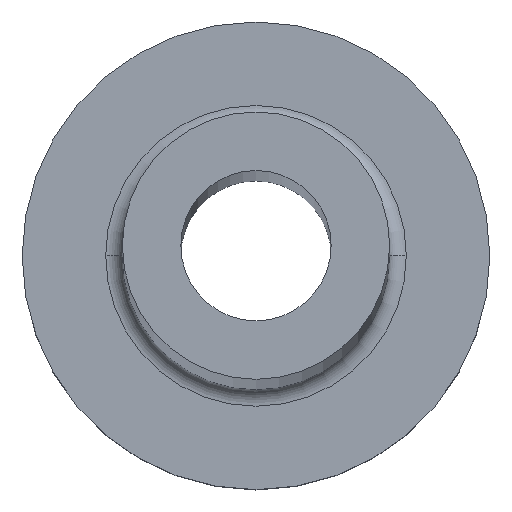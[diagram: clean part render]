
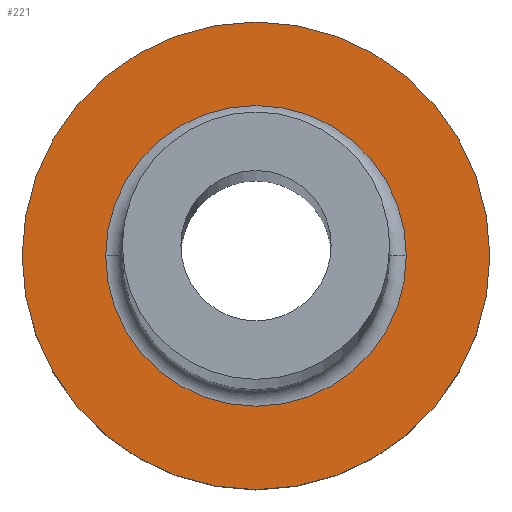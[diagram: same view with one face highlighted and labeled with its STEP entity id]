
A CAD part, top view. The second image highlights one B-rep face of the part: STEP entity #221.
In plain terms, the highlighted planar face has unit normal (0, 0, 1).
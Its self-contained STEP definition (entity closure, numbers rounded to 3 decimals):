
#4 = CARTESIAN_POINT ( 'NONE',  ( 0., 0., 5. ) ) ;
#6 = CARTESIAN_POINT ( 'NONE',  ( 0., 0., 5. ) ) ;
#9 = ORIENTED_EDGE ( 'NONE', *, *, #93, .T. ) ;
#44 = EDGE_LOOP ( 'NONE', ( #9, #369 ) ) ;
#45 = CIRCLE ( 'NONE', #125, 7. ) ;
#52 = EDGE_CURVE ( 'NONE', #219, #132, #286, .T. ) ;
#54 = DIRECTION ( 'NONE',  ( 1., 0., 0. ) ) ;
#68 = DIRECTION ( 'NONE',  ( 1., 0., 0. ) ) ;
#89 = DIRECTION ( 'NONE',  ( 1., 0., 0. ) ) ;
#93 = EDGE_CURVE ( 'NONE', #337, #189, #98, .T. ) ;
#94 = CARTESIAN_POINT ( 'NONE',  ( 0., 0., 5. ) ) ;
#98 = CIRCLE ( 'NONE', #315, 4.5 ) ;
#120 = CARTESIAN_POINT ( 'NONE',  ( -7., 0., 5. ) ) ;
#121 = CARTESIAN_POINT ( 'NONE',  ( -4.5, 0., 5. ) ) ;
#123 = DIRECTION ( 'NONE',  ( 0., 0., 1. ) ) ;
#124 = EDGE_CURVE ( 'NONE', #189, #337, #338, .T. ) ;
#125 = AXIS2_PLACEMENT_3D ( 'NONE', #94, #267, #68 ) ;
#132 = VERTEX_POINT ( 'NONE', #241 ) ;
#138 = CARTESIAN_POINT ( 'NONE',  ( 0., 0., 5. ) ) ;
#145 = FACE_BOUND ( 'NONE', #44, .T. ) ;
#154 = CARTESIAN_POINT ( 'NONE',  ( 4.5, 0., 5. ) ) ;
#158 = ORIENTED_EDGE ( 'NONE', *, *, #52, .T. ) ;
#163 = AXIS2_PLACEMENT_3D ( 'NONE', #228, #319, #206 ) ;
#170 = EDGE_CURVE ( 'NONE', #132, #219, #45, .T. ) ;
#180 = AXIS2_PLACEMENT_3D ( 'NONE', #6, #123, #381 ) ;
#182 = DIRECTION ( 'NONE',  ( 0., 0., -1. ) ) ;
#186 = ORIENTED_EDGE ( 'NONE', *, *, #170, .T. ) ;
#189 = VERTEX_POINT ( 'NONE', #121 ) ;
#206 = DIRECTION ( 'NONE',  ( 1., 0., 0. ) ) ;
#214 = AXIS2_PLACEMENT_3D ( 'NONE', #4, #182, #89 ) ;
#219 = VERTEX_POINT ( 'NONE', #120 ) ;
#221 = ADVANCED_FACE ( 'NONE', ( #145, #300 ), #273, .T. ) ;
#228 = CARTESIAN_POINT ( 'NONE',  ( 0., 0., 5. ) ) ;
#241 = CARTESIAN_POINT ( 'NONE',  ( 7., 0., 5. ) ) ;
#267 = DIRECTION ( 'NONE',  ( 0., 0., 1. ) ) ;
#273 = PLANE ( 'NONE',  #180 ) ;
#281 = EDGE_LOOP ( 'NONE', ( #158, #186 ) ) ;
#286 = CIRCLE ( 'NONE', #163, 7. ) ;
#300 = FACE_OUTER_BOUND ( 'NONE', #281, .T. ) ;
#315 = AXIS2_PLACEMENT_3D ( 'NONE', #138, #371, #54 ) ;
#319 = DIRECTION ( 'NONE',  ( 0., 0., 1. ) ) ;
#337 = VERTEX_POINT ( 'NONE', #154 ) ;
#338 = CIRCLE ( 'NONE', #214, 4.5 ) ;
#369 = ORIENTED_EDGE ( 'NONE', *, *, #124, .T. ) ;
#371 = DIRECTION ( 'NONE',  ( 0., 0., -1. ) ) ;
#381 = DIRECTION ( 'NONE',  ( 1., 0., 0. ) ) ;
